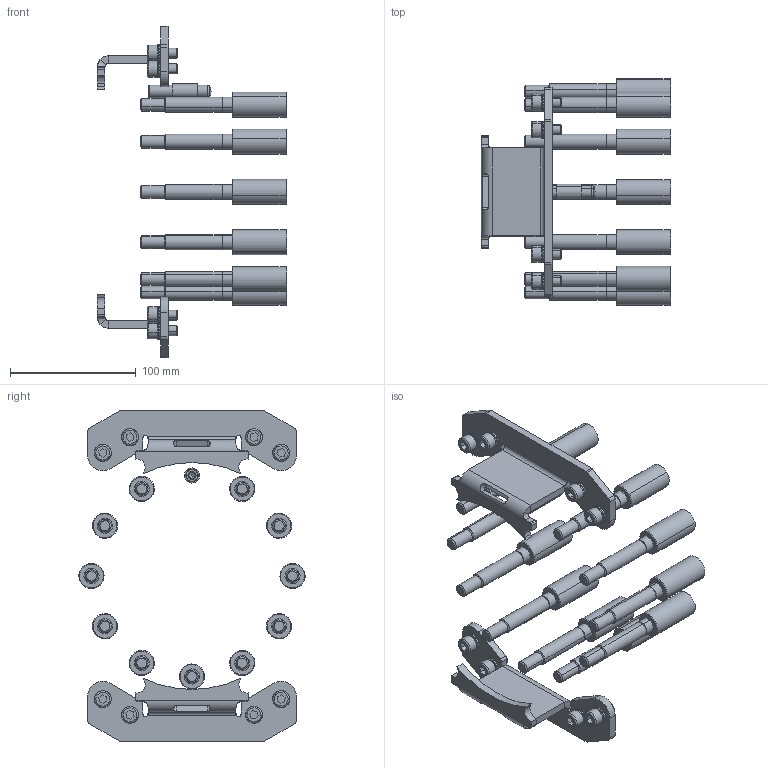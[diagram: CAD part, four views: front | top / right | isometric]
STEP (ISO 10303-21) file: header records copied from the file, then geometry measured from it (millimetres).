
FILE_DESCRIPTION (( 'STEP AP203' ), '1' );
FILE_NAME ('P4308.STEP', '2021-03-10T07:01:23', ( '' ), ( '' ), 'SwSTEP 2.0', 'SolidWorks 2019', '' );
FILE_SCHEMA (( 'CONFIG_CONTROL_DESIGN' ));
Length unit declared in the file: millimetre
Products named in the file (1): P4308
Bounding box: 150.68 x 179.95 x 263.72 mm (x, y, z)
Volume: 344534.6 mm3; surface area: 148517.7 mm2
Topology: 42 solids, 42 shells, 1708 faces, 4326 edges, 2750 vertices
Faces by surface type: plane 1196, cylinder 278, cone 178, torus 38, bspline 16, sphere 2
Entity records: 51319 total; most frequent: CARTESIAN_POINT 10439, ORIENTED_EDGE 8648, DIRECTION 8242, EDGE_CURVE 4324, LINE 3088, VECTOR 3088, VERTEX_POINT 2750, AXIS2_PLACEMENT_3D 2577
